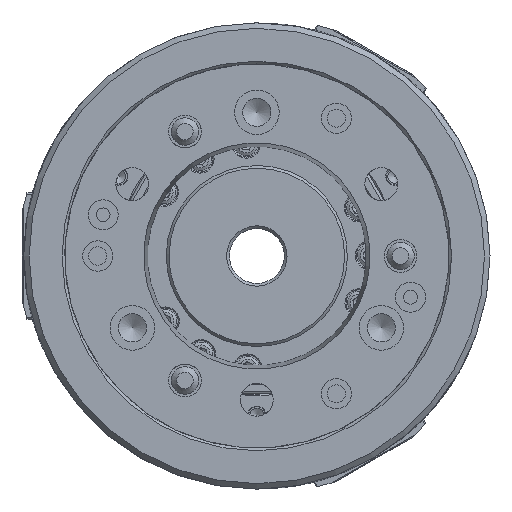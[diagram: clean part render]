
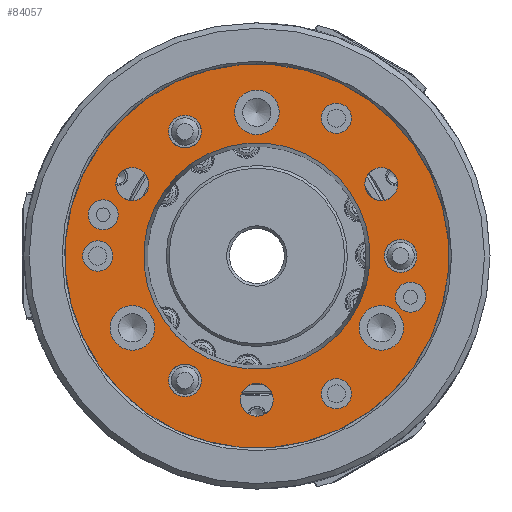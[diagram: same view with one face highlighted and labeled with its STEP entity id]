
A CAD part, left-side view. The second image highlights one B-rep face of the part: STEP entity #84057.
In plain terms, the highlighted planar face has unit normal (-1, 0, 0).
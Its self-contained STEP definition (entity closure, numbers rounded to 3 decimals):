
#32384=ORIENTED_EDGE('',*,*,#42005,.T.);
#32385=ORIENTED_EDGE('',*,*,#42002,.F.);
#32386=ORIENTED_EDGE('',*,*,#42006,.T.);
#32387=ORIENTED_EDGE('',*,*,#42007,.T.);
#32388=ORIENTED_EDGE('',*,*,#41999,.T.);
#32389=ORIENTED_EDGE('',*,*,#42001,.T.);
#32390=ORIENTED_EDGE('',*,*,#41994,.T.);
#32391=ORIENTED_EDGE('',*,*,#41996,.T.);
#32392=ORIENTED_EDGE('',*,*,#42008,.T.);
#32393=ORIENTED_EDGE('',*,*,#41991,.T.);
#32394=ORIENTED_EDGE('',*,*,#41987,.T.);
#32395=ORIENTED_EDGE('',*,*,#42009,.T.);
#32396=ORIENTED_EDGE('',*,*,#42010,.T.);
#32397=ORIENTED_EDGE('',*,*,#42011,.T.);
#32398=ORIENTED_EDGE('',*,*,#41982,.T.);
#32399=ORIENTED_EDGE('',*,*,#41978,.T.);
#41978=EDGE_CURVE('',#48035,#48035,#49511,.T.);
#41982=EDGE_CURVE('',#48040,#48040,#49515,.T.);
#41987=EDGE_CURVE('',#48046,#48046,#49520,.T.);
#41991=EDGE_CURVE('',#48050,#48050,#49524,.T.);
#41994=EDGE_CURVE('',#48051,#48051,#49527,.T.);
#41996=EDGE_CURVE('',#48053,#48053,#49529,.T.);
#41999=EDGE_CURVE('',#48054,#48054,#49532,.T.);
#42001=EDGE_CURVE('',#48056,#48056,#49534,.T.);
#42002=EDGE_CURVE('',#48057,#48057,#49535,.T.);
#42005=EDGE_CURVE('',#48060,#48060,#49538,.T.);
#42006=EDGE_CURVE('',#48061,#48061,#49539,.T.);
#42007=EDGE_CURVE('',#48062,#48062,#49540,.T.);
#42008=EDGE_CURVE('',#48063,#48063,#49541,.T.);
#42009=EDGE_CURVE('',#48064,#48064,#49542,.T.);
#42010=EDGE_CURVE('',#48065,#48065,#49543,.T.);
#42011=EDGE_CURVE('',#48066,#48066,#49544,.T.);
#48035=VERTEX_POINT('',#123910);
#48040=VERTEX_POINT('',#123923);
#48046=VERTEX_POINT('',#123939);
#48050=VERTEX_POINT('',#123950);
#48051=VERTEX_POINT('',#123955);
#48053=VERTEX_POINT('',#123960);
#48054=VERTEX_POINT('',#123965);
#48056=VERTEX_POINT('',#123970);
#48057=VERTEX_POINT('',#123973);
#48060=VERTEX_POINT('',#123981);
#48061=VERTEX_POINT('',#123983);
#48062=VERTEX_POINT('',#123985);
#48063=VERTEX_POINT('',#123987);
#48064=VERTEX_POINT('',#123989);
#48065=VERTEX_POINT('',#123991);
#48066=VERTEX_POINT('',#123993);
#49511=CIRCLE('',#88306,8.14);
#49515=CIRCLE('',#88314,8.14);
#49520=CIRCLE('',#88324,5.5);
#49524=CIRCLE('',#88331,5.5);
#49527=CIRCLE('',#88335,6.);
#49529=CIRCLE('',#88338,6.);
#49532=CIRCLE('',#88342,6.);
#49534=CIRCLE('',#88345,6.);
#49535=CIRCLE('',#88347,41.279);
#49538=CIRCLE('',#88352,70.);
#49539=CIRCLE('',#88353,6.);
#49540=CIRCLE('',#88354,6.);
#49541=CIRCLE('',#88355,5.5);
#49542=CIRCLE('',#88356,5.5);
#49543=CIRCLE('',#88357,5.5);
#49544=CIRCLE('',#88358,8.14);
#52873=EDGE_LOOP('',(#32384));
#52874=EDGE_LOOP('',(#32385));
#52875=EDGE_LOOP('',(#32386));
#52876=EDGE_LOOP('',(#32387));
#52877=EDGE_LOOP('',(#32388));
#52878=EDGE_LOOP('',(#32389));
#52879=EDGE_LOOP('',(#32390));
#52880=EDGE_LOOP('',(#32391));
#52881=EDGE_LOOP('',(#32392));
#52882=EDGE_LOOP('',(#32393));
#52883=EDGE_LOOP('',(#32394));
#52884=EDGE_LOOP('',(#32395));
#52885=EDGE_LOOP('',(#32396));
#52886=EDGE_LOOP('',(#32397));
#52887=EDGE_LOOP('',(#32398));
#52888=EDGE_LOOP('',(#32399));
#56602=FACE_BOUND('',#52873,.T.);
#56603=FACE_BOUND('',#52874,.T.);
#56604=FACE_BOUND('',#52875,.T.);
#56605=FACE_BOUND('',#52876,.T.);
#56606=FACE_BOUND('',#52877,.T.);
#56607=FACE_BOUND('',#52878,.T.);
#56608=FACE_BOUND('',#52879,.T.);
#56609=FACE_BOUND('',#52880,.T.);
#56610=FACE_BOUND('',#52881,.T.);
#56611=FACE_BOUND('',#52882,.T.);
#56612=FACE_BOUND('',#52883,.T.);
#56613=FACE_BOUND('',#52884,.T.);
#56614=FACE_BOUND('',#52885,.T.);
#56615=FACE_BOUND('',#52886,.T.);
#56616=FACE_BOUND('',#52887,.T.);
#56617=FACE_BOUND('',#52888,.T.);
#59418=PLANE('',#88351);
#84057=ADVANCED_FACE('',(#56602,#56603,#56604,#56605,#56606,#56607,#56608,
#56609,#56610,#56611,#56612,#56613,#56614,#56615,#56616,#56617),#59418,
 .F.);
#88306=AXIS2_PLACEMENT_3D('',#123909,#103554,#103555);
#88314=AXIS2_PLACEMENT_3D('',#123922,#103570,#103571);
#88324=AXIS2_PLACEMENT_3D('',#123938,#103590,#103591);
#88331=AXIS2_PLACEMENT_3D('',#123949,#103604,#103605);
#88335=AXIS2_PLACEMENT_3D('',#123954,#103612,#103613);
#88338=AXIS2_PLACEMENT_3D('',#123959,#103618,#103619);
#88342=AXIS2_PLACEMENT_3D('',#123964,#103626,#103627);
#88345=AXIS2_PLACEMENT_3D('',#123969,#103632,#103633);
#88347=AXIS2_PLACEMENT_3D('',#123972,#103636,#103637);
#88351=AXIS2_PLACEMENT_3D('',#123979,#103644,#103645);
#88352=AXIS2_PLACEMENT_3D('',#123980,#103646,#103647);
#88353=AXIS2_PLACEMENT_3D('',#123982,#103648,#103649);
#88354=AXIS2_PLACEMENT_3D('',#123984,#103650,#103651);
#88355=AXIS2_PLACEMENT_3D('',#123986,#103652,#103653);
#88356=AXIS2_PLACEMENT_3D('',#123988,#103654,#103655);
#88357=AXIS2_PLACEMENT_3D('',#123990,#103656,#103657);
#88358=AXIS2_PLACEMENT_3D('',#123992,#103658,#103659);
#103554=DIRECTION('',(1.,0.,0.));
#103555=DIRECTION('',(0.,0.966,-0.259));
#103570=DIRECTION('',(1.,0.,0.));
#103571=DIRECTION('',(0.,-0.707,-0.707));
#103590=DIRECTION('',(1.,0.,0.));
#103591=DIRECTION('',(0.,0.966,-0.259));
#103604=DIRECTION('',(1.,0.,0.));
#103605=DIRECTION('',(0.,-0.707,-0.707));
#103612=DIRECTION('',(1.,0.,0.));
#103613=DIRECTION('',(0.,-0.966,0.259));
#103618=DIRECTION('',(1.,0.,0.));
#103619=DIRECTION('',(0.,-0.966,0.259));
#103626=DIRECTION('',(1.,0.,0.));
#103627=DIRECTION('',(0.,0.707,0.707));
#103632=DIRECTION('',(1.,0.,0.));
#103633=DIRECTION('',(0.,0.707,0.707));
#103636=DIRECTION('',(-1.,0.,0.));
#103637=DIRECTION('',(0.,-0.259,0.966));
#103644=DIRECTION('',(1.,0.,0.));
#103645=DIRECTION('',(0.,0.259,-0.966));
#103646=DIRECTION('',(-1.,0.,0.));
#103647=DIRECTION('',(0.,-0.259,0.966));
#103648=DIRECTION('',(1.,0.,0.));
#103649=DIRECTION('',(0.,0.259,-0.966));
#103650=DIRECTION('',(1.,0.,0.));
#103651=DIRECTION('',(0.,0.259,-0.966));
#103652=DIRECTION('',(1.,0.,0.));
#103653=DIRECTION('',(0.,-0.259,0.966));
#103654=DIRECTION('',(1.,0.,0.));
#103655=DIRECTION('',(0.,-0.259,0.966));
#103656=DIRECTION('',(1.,0.,0.));
#103657=DIRECTION('',(0.,-0.259,0.966));
#103658=DIRECTION('',(1.,0.,0.));
#103659=DIRECTION('',(0.,-0.259,0.966));
#123909=CARTESIAN_POINT('',(-91.,45.371,-26.195));
#123910=CARTESIAN_POINT('',(-91.,53.234,-28.302));
#123922=CARTESIAN_POINT('',(-91.,-45.371,-26.195));
#123923=CARTESIAN_POINT('',(-91.,-51.127,-31.951));
#123938=CARTESIAN_POINT('',(-91.,58.,0.));
#123939=CARTESIAN_POINT('',(-91.,63.313,-1.424));
#123949=CARTESIAN_POINT('',(-91.,-29.,-50.229));
#123950=CARTESIAN_POINT('',(-91.,-32.889,-54.119));
#123954=CARTESIAN_POINT('',(-91.,-45.371,26.195));
#123955=CARTESIAN_POINT('',(-91.,-51.167,27.748));
#123959=CARTESIAN_POINT('',(-91.,-52.39,0.));
#123960=CARTESIAN_POINT('',(-91.,-58.186,1.553));
#123964=CARTESIAN_POINT('',(-91.,45.371,26.195));
#123965=CARTESIAN_POINT('',(-91.,49.614,30.438));
#123969=CARTESIAN_POINT('',(-91.,26.195,45.371));
#123970=CARTESIAN_POINT('',(-91.,30.438,49.614));
#123972=CARTESIAN_POINT('',(-91.,0.,0.));
#123973=CARTESIAN_POINT('',(-91.,-10.684,39.872));
#123979=CARTESIAN_POINT('',(-91.,-18.117,67.615));
#123980=CARTESIAN_POINT('',(-91.,0.,0.));
#123981=CARTESIAN_POINT('',(-91.,-18.117,67.615));
#123982=CARTESIAN_POINT('',(-91.,26.195,-45.371));
#123983=CARTESIAN_POINT('',(-91.,27.748,-51.167));
#123984=CARTESIAN_POINT('',(-91.,0.,-52.39));
#123985=CARTESIAN_POINT('',(-91.,1.553,-58.186));
#123986=CARTESIAN_POINT('',(-91.,-29.,50.229));
#123987=CARTESIAN_POINT('',(-91.,-30.424,55.542));
#123988=CARTESIAN_POINT('',(-91.,-56.024,-15.012));
#123989=CARTESIAN_POINT('',(-91.,-57.447,-9.699));
#123990=CARTESIAN_POINT('',(-91.,56.024,15.012));
#123991=CARTESIAN_POINT('',(-91.,54.6,20.324));
#123992=CARTESIAN_POINT('',(-91.,0.,52.39));
#123993=CARTESIAN_POINT('',(-91.,-2.107,60.253));
